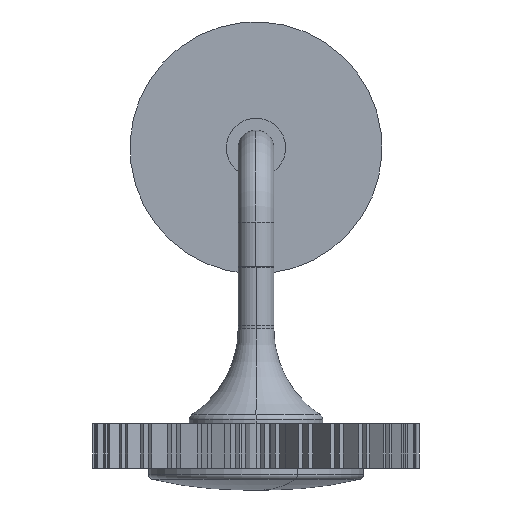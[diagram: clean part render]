
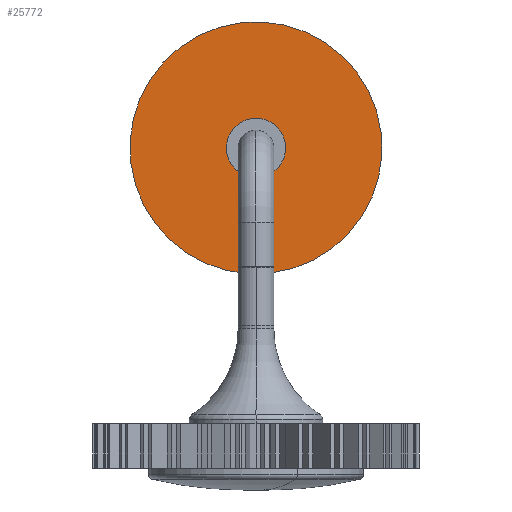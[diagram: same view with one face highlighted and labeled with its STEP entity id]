
A CAD part, left-side view. The second image highlights one B-rep face of the part: STEP entity #25772.
In plain terms, the highlighted face is planar.
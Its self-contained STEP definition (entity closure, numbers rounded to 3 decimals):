
#201 = DIRECTION ( 'NONE',  ( 0., 0., 1. ) ) ;
#661 = AXIS2_PLACEMENT_3D ( 'NONE', #14787, #10840, #22892 ) ;
#686 = ORIENTED_EDGE ( 'NONE', *, *, #7636, .F. ) ;
#992 = ORIENTED_EDGE ( 'NONE', *, *, #19596, .T. ) ;
#3781 = FACE_OUTER_BOUND ( 'NONE', #17407, .T. ) ;
#4124 = CIRCLE ( 'NONE', #10127, 42.5 ) ;
#4127 = VERTEX_POINT ( 'NONE', #13349 ) ;
#5864 = DIRECTION ( 'NONE',  ( 0., 0., 1. ) ) ;
#5940 = FACE_BOUND ( 'NONE', #15487, .T. ) ;
#7301 = EDGE_CURVE ( 'NONE', #4127, #15870, #17557, .T. ) ;
#7636 = EDGE_CURVE ( 'NONE', #15870, #4127, #4124, .T. ) ;
#7781 = CARTESIAN_POINT ( 'NONE',  ( 0., 0., 0. ) ) ;
#7871 = DIRECTION ( 'NONE',  ( 1., 0., 0. ) ) ;
#7940 = AXIS2_PLACEMENT_3D ( 'NONE', #13893, #5864, #15974 ) ;
#8023 = DIRECTION ( 'NONE',  ( 1., 0., 0. ) ) ;
#8052 = CARTESIAN_POINT ( 'NONE',  ( 5.25, 0., 0. ) ) ;
#8162 = DIRECTION ( 'NONE',  ( 1., 0., 0. ) ) ;
#10127 = AXIS2_PLACEMENT_3D ( 'NONE', #14339, #201, #8023 ) ;
#10840 = DIRECTION ( 'NONE',  ( 0., 0., 1. ) ) ;
#11350 = CIRCLE ( 'NONE', #661, 5.25 ) ;
#11696 = ORIENTED_EDGE ( 'NONE', *, *, #7301, .F. ) ;
#13349 = CARTESIAN_POINT ( 'NONE',  ( 42.5, 0., 0. ) ) ;
#13655 = VERTEX_POINT ( 'NONE', #8052 ) ;
#13893 = CARTESIAN_POINT ( 'NONE',  ( 0., 0., 0. ) ) ;
#14011 = AXIS2_PLACEMENT_3D ( 'NONE', #7781, #19804, #7871 ) ;
#14039 = DIRECTION ( 'NONE',  ( 0., 0., 1. ) ) ;
#14100 = VERTEX_POINT ( 'NONE', #23957 ) ;
#14339 = CARTESIAN_POINT ( 'NONE',  ( 0., 0., 0. ) ) ;
#14787 = CARTESIAN_POINT ( 'NONE',  ( 0., 0., 0. ) ) ;
#15487 = EDGE_LOOP ( 'NONE', ( #992, #21729 ) ) ;
#15870 = VERTEX_POINT ( 'NONE', #21935 ) ;
#15974 = DIRECTION ( 'NONE',  ( 1., 0., 0. ) ) ;
#17407 = EDGE_LOOP ( 'NONE', ( #686, #11696 ) ) ;
#17557 = CIRCLE ( 'NONE', #7940, 42.5 ) ;
#19247 = AXIS2_PLACEMENT_3D ( 'NONE', #22228, #14039, #8162 ) ;
#19596 = EDGE_CURVE ( 'NONE', #14100, #13655, #11350, .T. ) ;
#19804 = DIRECTION ( 'NONE',  ( 0., 0., 1. ) ) ;
#20577 = CIRCLE ( 'NONE', #19247, 5.25 ) ;
#21729 = ORIENTED_EDGE ( 'NONE', *, *, #21815, .T. ) ;
#21815 = EDGE_CURVE ( 'NONE', #13655, #14100, #20577, .T. ) ;
#21935 = CARTESIAN_POINT ( 'NONE',  ( -42.5, 0., 0. ) ) ;
#22228 = CARTESIAN_POINT ( 'NONE',  ( 0., 0., 0. ) ) ;
#22892 = DIRECTION ( 'NONE',  ( 1., 0., 0. ) ) ;
#23957 = CARTESIAN_POINT ( 'NONE',  ( -5.25, 0., 0. ) ) ;
#23958 = PLANE ( 'NONE',  #14011 ) ;
#25772 = ADVANCED_FACE ( 'NONE', ( #3781, #5940 ), #23958, .F. ) ;
